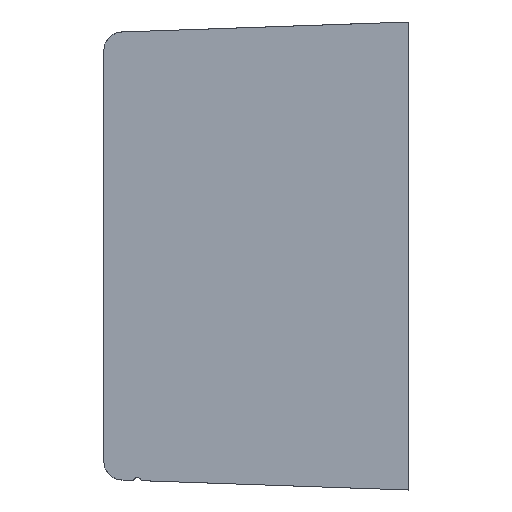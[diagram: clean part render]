
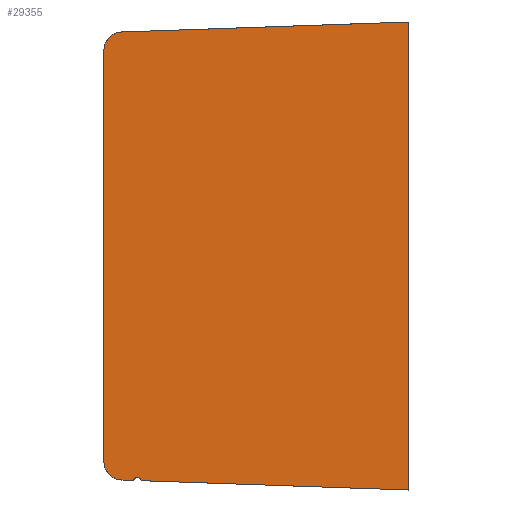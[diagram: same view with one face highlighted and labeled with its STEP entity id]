
A CAD part, left-side view. The second image highlights one B-rep face of the part: STEP entity #29355.
In plain terms, the highlighted planar face has unit normal (-1, 0, 0).
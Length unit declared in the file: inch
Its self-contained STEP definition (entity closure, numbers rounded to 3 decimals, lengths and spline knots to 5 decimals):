
#246 = FACE_OUTER_BOUND ( 'NONE', #37897, .T. ) ;
#323 = CARTESIAN_POINT ( 'NONE',  ( -0.9935, 3.05, -2.19337 ) ) ;
#1179 = DIRECTION ( 'NONE',  ( 0., -0.999, 0.035 ) ) ;
#1795 = VECTOR ( 'NONE', #1179, 39.37008 ) ;
#1995 = VERTEX_POINT ( 'NONE', #31556 ) ;
#3033 = LINE ( 'NONE', #35286, #9891 ) ;
#3273 = DIRECTION ( 'NONE',  ( 0., 1., 0. ) ) ;
#4157 = CARTESIAN_POINT ( 'NONE',  ( -0.9935, 3.05, 2.19337 ) ) ;
#4676 = ORIENTED_EDGE ( 'NONE', *, *, #22415, .F. ) ;
#4817 = VERTEX_POINT ( 'NONE', #9405 ) ;
#4886 = LINE ( 'NONE', #6064, #27241 ) ;
#5389 = VERTEX_POINT ( 'NONE', #17929 ) ;
#5559 = ORIENTED_EDGE ( 'NONE', *, *, #28042, .F. ) ;
#5856 = ORIENTED_EDGE ( 'NONE', *, *, #13887, .T. ) ;
#6064 = CARTESIAN_POINT ( 'NONE',  ( -0.9935, 0., 2.5 ) ) ;
#6354 = CARTESIAN_POINT ( 'NONE',  ( -0.9935, 3.42043, -2.38056 ) ) ;
#7002 = CARTESIAN_POINT ( 'NONE',  ( -0.9935, 2.89106, -2.41359 ) ) ;
#7087 = DIRECTION ( 'NONE',  ( 0., 1., 0. ) ) ;
#7138 = AXIS2_PLACEMENT_3D ( 'NONE', #323, #20784, #3273 ) ;
#7972 = ORIENTED_EDGE ( 'NONE', *, *, #31502, .T. ) ;
#9405 = CARTESIAN_POINT ( 'NONE',  ( -0.9935, 2.84799, -2.40055 ) ) ;
#9891 = VECTOR ( 'NONE', #20676, 39.37008 ) ;
#9913 = DIRECTION ( 'NONE',  ( 0., -1., 0. ) ) ;
#10154 = CARTESIAN_POINT ( 'NONE',  ( -0.9935, 3.24604, 2.38665 ) ) ;
#10720 = CARTESIAN_POINT ( 'NONE',  ( -0.9935, 3.05698, 2.39325 ) ) ;
#10941 = CARTESIAN_POINT ( 'NONE',  ( -0.9935, 3.42043, -2.38056 ) ) ;
#11239 = AXIS2_PLACEMENT_3D ( 'NONE', #4157, #24555, #7087 ) ;
#11500 = ORIENTED_EDGE ( 'NONE', *, *, #15110, .T. ) ;
#11559 = EDGE_CURVE ( 'NONE', #18239, #1995, #4886, .T. ) ;
#11808 = CIRCLE ( 'NONE', #28287, 0.045 ) ;
#13887 = EDGE_CURVE ( 'NONE', #25925, #30198, #3033, .T. ) ;
#13932 = DIRECTION ( 'NONE',  ( 0., -0.999, -0.035 ) ) ;
#14532 = LINE ( 'NONE', #10941, #37733 ) ;
#14975 = CARTESIAN_POINT ( 'NONE',  ( -0.9935, 3.25, 2.5 ) ) ;
#15110 = EDGE_CURVE ( 'NONE', #4817, #1995, #22960, .T. ) ;
#17367 = LINE ( 'NONE', #10154, #1795 ) ;
#17770 = CARTESIAN_POINT ( 'NONE',  ( -0.9935, 3.25, -2.19337 ) ) ;
#17864 = DIRECTION ( 'NONE',  ( 0., 1., 0. ) ) ;
#17929 = CARTESIAN_POINT ( 'NONE',  ( -0.9935, 3.05698, -2.39325 ) ) ;
#18239 = VERTEX_POINT ( 'NONE', #21877 ) ;
#19691 = EDGE_CURVE ( 'NONE', #24781, #25925, #31285, .T. ) ;
#20676 = DIRECTION ( 'NONE',  ( 0., 0., -1. ) ) ;
#20784 = DIRECTION ( 'NONE',  ( -1., 0., 0. ) ) ;
#21877 = CARTESIAN_POINT ( 'NONE',  ( -0.9935, 0., 2.5 ) ) ;
#22415 = EDGE_CURVE ( 'NONE', #24781, #18239, #17367, .T. ) ;
#22960 = LINE ( 'NONE', #6354, #30680 ) ;
#23816 = DIRECTION ( 'NONE',  ( 0., -0.999, -0.035 ) ) ;
#24555 = DIRECTION ( 'NONE',  ( -1., 0., 0. ) ) ;
#24752 = ORIENTED_EDGE ( 'NONE', *, *, #19691, .T. ) ;
#24781 = VERTEX_POINT ( 'NONE', #10720 ) ;
#25083 = VERTEX_POINT ( 'NONE', #30069 ) ;
#25346 = EDGE_CURVE ( 'NONE', #5389, #25083, #14532, .T. ) ;
#25925 = VERTEX_POINT ( 'NONE', #30663 ) ;
#26463 = DIRECTION ( 'NONE',  ( 0., 0., -1. ) ) ;
#27241 = VECTOR ( 'NONE', #26463, 39.37008 ) ;
#27401 = DIRECTION ( 'NONE',  ( -1., 0., 0. ) ) ;
#27955 = ORIENTED_EDGE ( 'NONE', *, *, #25346, .T. ) ;
#28042 = EDGE_CURVE ( 'NONE', #4817, #25083, #11808, .T. ) ;
#28287 = AXIS2_PLACEMENT_3D ( 'NONE', #7002, #27401, #9913 ) ;
#29355 = ADVANCED_FACE ( 'NONE', ( #246 ), #35291, .F. ) ;
#30069 = CARTESIAN_POINT ( 'NONE',  ( -0.9935, 2.93311, -2.39757 ) ) ;
#30198 = VERTEX_POINT ( 'NONE', #17770 ) ;
#30663 = CARTESIAN_POINT ( 'NONE',  ( -0.9935, 3.25, 2.19337 ) ) ;
#30680 = VECTOR ( 'NONE', #23816, 39.37008 ) ;
#31285 = CIRCLE ( 'NONE', #11239, 0.2 ) ;
#31502 = EDGE_CURVE ( 'NONE', #30198, #5389, #33590, .T. ) ;
#31556 = CARTESIAN_POINT ( 'NONE',  ( -0.9935, 0., -2.5 ) ) ;
#33435 = ORIENTED_EDGE ( 'NONE', *, *, #11559, .F. ) ;
#33590 = CIRCLE ( 'NONE', #7138, 0.2 ) ;
#35286 = CARTESIAN_POINT ( 'NONE',  ( -0.9935, 3.25, 2.5 ) ) ;
#35291 = PLANE ( 'NONE',  #35718 ) ;
#35425 = DIRECTION ( 'NONE',  ( 1., 0., 0. ) ) ;
#35718 = AXIS2_PLACEMENT_3D ( 'NONE', #14975, #35425, #17864 ) ;
#37733 = VECTOR ( 'NONE', #13932, 39.37008 ) ;
#37897 = EDGE_LOOP ( 'NONE', ( #11500, #33435, #4676, #24752, #5856, #7972, #27955, #5559 ) ) ;
